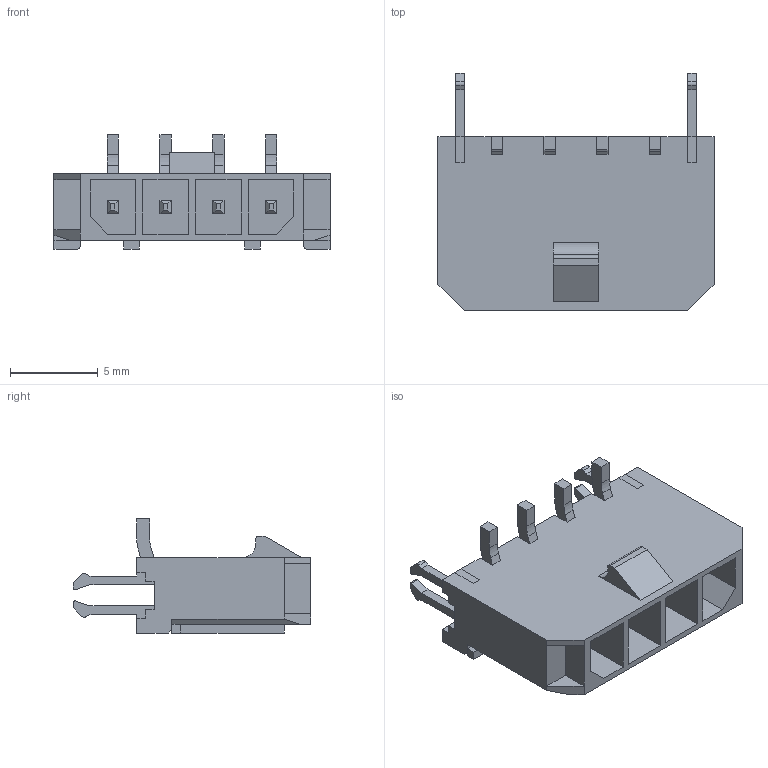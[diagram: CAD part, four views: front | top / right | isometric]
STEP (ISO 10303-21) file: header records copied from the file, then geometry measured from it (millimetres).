
FILE_DESCRIPTION((''),'2;1');
FILE_NAME('FWF30021-S04S23K6M_ASM','2022-10-18T13:57:11',('Administrator'),(''),'CREO PARAMETRIC BY PTC INC, 2021023','CREO PARAMETRIC BY PTC INC, 2021023','');
FILE_SCHEMA(('CONFIG_CONTROL_DESIGN'));
Length unit declared in the file: millimetre
Products named in the file (7): 00; PIN0; PZ_ASM; 200; CJ_ASM; FWF30021-S04S23K6M_ASM
Assembly tree (11 placements, depth 3):
  FWF30021-S04S23K6M_ASM
    00
    PZ_ASM
      PIN0  x6
    CJ_ASM
      00
      200
Bounding box: 15.7 x 13.5 x 6.5 mm (x, y, z)
Volume: 361 mm3; surface area: 1196.6 mm2
Topology: 9 solids, 9 shells, 398 faces, 1093 edges, 716 vertices
Faces by surface type: plane 374, cylinder 24
Entity records: 8558 total; most frequent: CARTESIAN_POINT 1513, ORIENTED_EDGE 1476, DIRECTION 1344, EDGE_CURVE 738, VECTOR 710, LINE 710, VERTEX_POINT 486, AXIS2_PLACEMENT_3D 317
